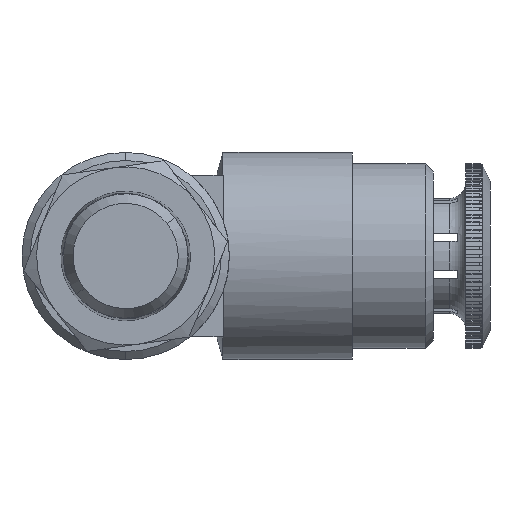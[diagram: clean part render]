
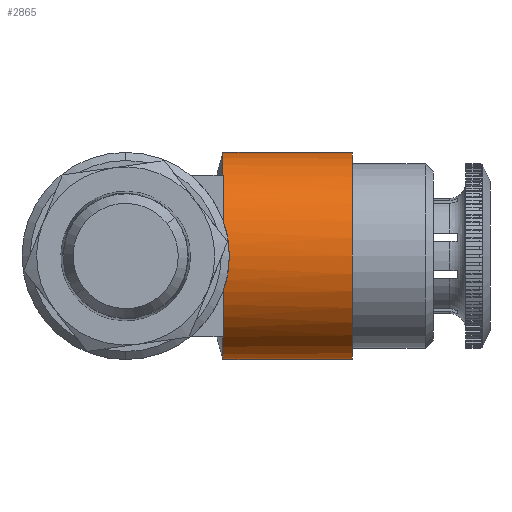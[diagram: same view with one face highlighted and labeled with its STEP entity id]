
A CAD part, front view. The second image highlights one B-rep face of the part: STEP entity #2865.
In plain terms, the highlighted cylindrical face has radius 6.4 mm (diameter 12.8 mm), a partial arc.
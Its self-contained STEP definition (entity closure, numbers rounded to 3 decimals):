
#1609 = DIRECTION ( 'NONE',  ( 0., 0., -1. ) ) ;
#1620 = CARTESIAN_POINT ( 'NONE',  ( 0., 0., 0. ) ) ;
#1621 = DIRECTION ( 'NONE',  ( 1., 0., 0. ) ) ;
#2865 = ADVANCED_FACE ( 'NONE', ( #3397 ), #3399, .T. ) ;
#3397 = FACE_OUTER_BOUND ( 'NONE', #10792, .T. ) ;
#3399 = CYLINDRICAL_SURFACE ( 'NONE', #4076, 6.4 ) ;
#3610 =( BOUNDED_CURVE ( )  B_SPLINE_CURVE ( 3, ( #5076, #5075, #5082, #5083 ),
 .UNSPECIFIED., .F., .T. ) 
 B_SPLINE_CURVE_WITH_KNOTS ( ( 4, 4 ),
 ( 5.932, 6.634 ),
 .UNSPECIFIED. ) 
 CURVE ( )  GEOMETRIC_REPRESENTATION_ITEM ( )  RATIONAL_B_SPLINE_CURVE ( ( 1., 0.959, 0.959, 1. ) ) 
 REPRESENTATION_ITEM ( '' )  );
#4076 = AXIS2_PLACEMENT_3D ( 'NONE', #1620, #1621, #1609 ) ;
#5063 = DIRECTION ( 'NONE',  ( 1., 0., 0. ) ) ;
#5064 = DIRECTION ( 'NONE',  ( 1., 0., 0. ) ) ;
#5065 = CARTESIAN_POINT ( 'NONE',  ( 0., 0., 6.4 ) ) ;
#5066 = CARTESIAN_POINT ( 'NONE',  ( -13.491, 0., 0. ) ) ;
#5067 = DIRECTION ( 'NONE',  ( 1., 0., 0. ) ) ;
#5068 = DIRECTION ( 'NONE',  ( 0., 0., -1. ) ) ;
#5069 = CARTESIAN_POINT ( 'NONE',  ( 0., 0., -6.4 ) ) ;
#5075 = CARTESIAN_POINT ( 'NONE',  ( -12.964, -6.536, -0.765 ) ) ;
#5076 = CARTESIAN_POINT ( 'NONE',  ( -13.491, -6.009, -2.202 ) ) ;
#5082 = CARTESIAN_POINT ( 'NONE',  ( -12.964, -6.536, 0.765 ) ) ;
#5083 = CARTESIAN_POINT ( 'NONE',  ( -13.491, -6.009, 2.202 ) ) ;
#5158 = CARTESIAN_POINT ( 'NONE',  ( 0., -3.995, 5. ) ) ;
#5159 = DIRECTION ( 'NONE',  ( -1., 0., 0. ) ) ;
#5163 = DIRECTION ( 'NONE',  ( 1., 0., 0. ) ) ;
#5164 = CARTESIAN_POINT ( 'NONE',  ( -13.491, 0., 0. ) ) ;
#5165 = DIRECTION ( 'NONE',  ( 1., 0., 0. ) ) ;
#5166 = DIRECTION ( 'NONE',  ( 0., 0., -1. ) ) ;
#5167 = CARTESIAN_POINT ( 'NONE',  ( 0., -6.004, 2.217 ) ) ;
#5168 = CARTESIAN_POINT ( 'NONE',  ( -13.484, 0., 0. ) ) ;
#5169 = DIRECTION ( 'NONE',  ( -1., 0., 0. ) ) ;
#5170 = DIRECTION ( 'NONE',  ( 0., 0., -1. ) ) ;
#5171 = CARTESIAN_POINT ( 'NONE',  ( 0., -6.004, -2.217 ) ) ;
#5172 = DIRECTION ( 'NONE',  ( -1., 0., 0. ) ) ;
#5173 = CARTESIAN_POINT ( 'NONE',  ( -13.491, 0., 0. ) ) ;
#5174 = DIRECTION ( 'NONE',  ( 1., 0., 0. ) ) ;
#5175 = DIRECTION ( 'NONE',  ( 0., 0., -1. ) ) ;
#5176 = CARTESIAN_POINT ( 'NONE',  ( -13.491, 0., 0. ) ) ;
#5177 = DIRECTION ( 'NONE',  ( 1., 0., 0. ) ) ;
#5178 = DIRECTION ( 'NONE',  ( 0., 0., -1. ) ) ;
#5179 = DIRECTION ( 'NONE',  ( -1., 0., 0. ) ) ;
#5182 = CARTESIAN_POINT ( 'NONE',  ( 0., -3.995, -5. ) ) ;
#5183 = CARTESIAN_POINT ( 'NONE',  ( -13.484, 0., 0. ) ) ;
#5184 = DIRECTION ( 'NONE',  ( -1., 0., 0. ) ) ;
#5185 = DIRECTION ( 'NONE',  ( 0., 0., -1. ) ) ;
#5188 = CARTESIAN_POINT ( 'NONE',  ( -5.5, 0., 0. ) ) ;
#5189 = DIRECTION ( 'NONE',  ( -1., 0., 0. ) ) ;
#5190 = DIRECTION ( 'NONE',  ( 0., 0., -1. ) ) ;
#6698 = CARTESIAN_POINT ( 'NONE',  ( -13.491, 0., -6.4 ) ) ;
#6824 = CARTESIAN_POINT ( 'NONE',  ( -13.491, -6.009, 2.202 ) ) ;
#6836 = CARTESIAN_POINT ( 'NONE',  ( -13.491, -3.995, -5. ) ) ;
#6837 = CARTESIAN_POINT ( 'NONE',  ( -13.491, 0., 6.4 ) ) ;
#6838 = CARTESIAN_POINT ( 'NONE',  ( -5.5, 0., 6.4 ) ) ;
#6845 = CARTESIAN_POINT ( 'NONE',  ( -5.5, 0., -6.4 ) ) ;
#6846 = CARTESIAN_POINT ( 'NONE',  ( -13.491, -6.009, -2.202 ) ) ;
#6851 = CARTESIAN_POINT ( 'NONE',  ( -13.491, -3.995, 5. ) ) ;
#6863 = CARTESIAN_POINT ( 'NONE',  ( -13.484, -6.004, 2.217 ) ) ;
#6867 = CARTESIAN_POINT ( 'NONE',  ( -13.484, -3.995, 5. ) ) ;
#6868 = CARTESIAN_POINT ( 'NONE',  ( -13.491, -6.004, 2.217 ) ) ;
#6870 = CARTESIAN_POINT ( 'NONE',  ( -13.491, -6.004, -2.217 ) ) ;
#6871 = CARTESIAN_POINT ( 'NONE',  ( -13.484, -3.995, -5. ) ) ;
#6874 = CARTESIAN_POINT ( 'NONE',  ( -13.484, -6.004, -2.217 ) ) ;
#7235 = ORIENTED_EDGE ( 'NONE', *, *, #12222, .F. ) ;
#7236 = ORIENTED_EDGE ( 'NONE', *, *, #12260, .T. ) ;
#7237 = ORIENTED_EDGE ( 'NONE', *, *, #12261, .F. ) ;
#7238 = ORIENTED_EDGE ( 'NONE', *, *, #12262, .F. ) ;
#7239 = ORIENTED_EDGE ( 'NONE', *, *, #12263, .F. ) ;
#7240 = ORIENTED_EDGE ( 'NONE', *, *, #12264, .T. ) ;
#7241 = ORIENTED_EDGE ( 'NONE', *, *, #12227, .F. ) ;
#8233 = CIRCLE ( 'NONE', #9442, 6.4 ) ;
#8238 = LINE ( 'NONE', #5065, #8241 ) ;
#8241 = VECTOR ( 'NONE', #5064, 1000. ) ;
#8242 = LINE ( 'NONE', #5069, #8244 ) ;
#8244 = VECTOR ( 'NONE', #5063, 1000. ) ;
#8284 = LINE ( 'NONE', #5167, #8302 ) ;
#8296 = CIRCLE ( 'NONE', #9460, 6.4 ) ;
#8297 = LINE ( 'NONE', #5158, #8299 ) ;
#8298 = CIRCLE ( 'NONE', #9461, 6.4 ) ;
#8299 = VECTOR ( 'NONE', #5159, 1000. ) ;
#8300 = CIRCLE ( 'NONE', #9464, 6.4 ) ;
#8301 = CIRCLE ( 'NONE', #9462, 6.4 ) ;
#8302 = VECTOR ( 'NONE', #5163, 1000. ) ;
#8303 = CIRCLE ( 'NONE', #9463, 6.4 ) ;
#8304 = LINE ( 'NONE', #5171, #8306 ) ;
#8305 = LINE ( 'NONE', #5182, #8309 ) ;
#8306 = VECTOR ( 'NONE', #5172, 1000. ) ;
#8308 = CIRCLE ( 'NONE', #9465, 6.4 ) ;
#8309 = VECTOR ( 'NONE', #5179, 1000. ) ;
#9442 = AXIS2_PLACEMENT_3D ( 'NONE', #5066, #5067, #5068 ) ;
#9460 = AXIS2_PLACEMENT_3D ( 'NONE', #5164, #5165, #5166 ) ;
#9461 = AXIS2_PLACEMENT_3D ( 'NONE', #5168, #5169, #5170 ) ;
#9462 = AXIS2_PLACEMENT_3D ( 'NONE', #5173, #5174, #5175 ) ;
#9463 = AXIS2_PLACEMENT_3D ( 'NONE', #5176, #5177, #5178 ) ;
#9464 = AXIS2_PLACEMENT_3D ( 'NONE', #5183, #5184, #5185 ) ;
#9465 = AXIS2_PLACEMENT_3D ( 'NONE', #5188, #5189, #5190 ) ;
#10792 = EDGE_LOOP ( 'NONE', ( #7235, #7236, #7237, #7238, #7239, #7240, #7241, #11096, #11097, #11098, #11099, #11100, #11101, #11102 ) ) ;
#11096 = ORIENTED_EDGE ( 'NONE', *, *, #12265, .T. ) ;
#11097 = ORIENTED_EDGE ( 'NONE', *, *, #12266, .F. ) ;
#11098 = ORIENTED_EDGE ( 'NONE', *, *, #12267, .F. ) ;
#11099 = ORIENTED_EDGE ( 'NONE', *, *, #12268, .T. ) ;
#11100 = ORIENTED_EDGE ( 'NONE', *, *, #12221, .T. ) ;
#11101 = ORIENTED_EDGE ( 'NONE', *, *, #12224, .T. ) ;
#11102 = ORIENTED_EDGE ( 'NONE', *, *, #12269, .T. ) ;
#12221 = EDGE_CURVE ( 'NONE', #13955, #13956, #8233, .T. ) ;
#12222 = EDGE_CURVE ( 'NONE', #13957, #13958, #8238, .T. ) ;
#12224 = EDGE_CURVE ( 'NONE', #13956, #13965, #8242, .T. ) ;
#12227 = EDGE_CURVE ( 'NONE', #13966, #13941, #3610, .T. ) ;
#12260 = EDGE_CURVE ( 'NONE', #13957, #13971, #8296, .T. ) ;
#12261 = EDGE_CURVE ( 'NONE', #13987, #13971, #8297, .T. ) ;
#12262 = EDGE_CURVE ( 'NONE', #13983, #13987, #8298, .T. ) ;
#12263 = EDGE_CURVE ( 'NONE', #13988, #13983, #8284, .T. ) ;
#12264 = EDGE_CURVE ( 'NONE', #13988, #13941, #8301, .T. ) ;
#12265 = EDGE_CURVE ( 'NONE', #13966, #13990, #8303, .T. ) ;
#12266 = EDGE_CURVE ( 'NONE', #13994, #13990, #8304, .T. ) ;
#12267 = EDGE_CURVE ( 'NONE', #13991, #13994, #8300, .T. ) ;
#12268 = EDGE_CURVE ( 'NONE', #13991, #13955, #8305, .T. ) ;
#12269 = EDGE_CURVE ( 'NONE', #13965, #13958, #8308, .T. ) ;
#13941 = VERTEX_POINT ( 'NONE', #6824 ) ;
#13955 = VERTEX_POINT ( 'NONE', #6836 ) ;
#13956 = VERTEX_POINT ( 'NONE', #6698 ) ;
#13957 = VERTEX_POINT ( 'NONE', #6837 ) ;
#13958 = VERTEX_POINT ( 'NONE', #6838 ) ;
#13965 = VERTEX_POINT ( 'NONE', #6845 ) ;
#13966 = VERTEX_POINT ( 'NONE', #6846 ) ;
#13971 = VERTEX_POINT ( 'NONE', #6851 ) ;
#13983 = VERTEX_POINT ( 'NONE', #6863 ) ;
#13987 = VERTEX_POINT ( 'NONE', #6867 ) ;
#13988 = VERTEX_POINT ( 'NONE', #6868 ) ;
#13990 = VERTEX_POINT ( 'NONE', #6870 ) ;
#13991 = VERTEX_POINT ( 'NONE', #6871 ) ;
#13994 = VERTEX_POINT ( 'NONE', #6874 ) ;
